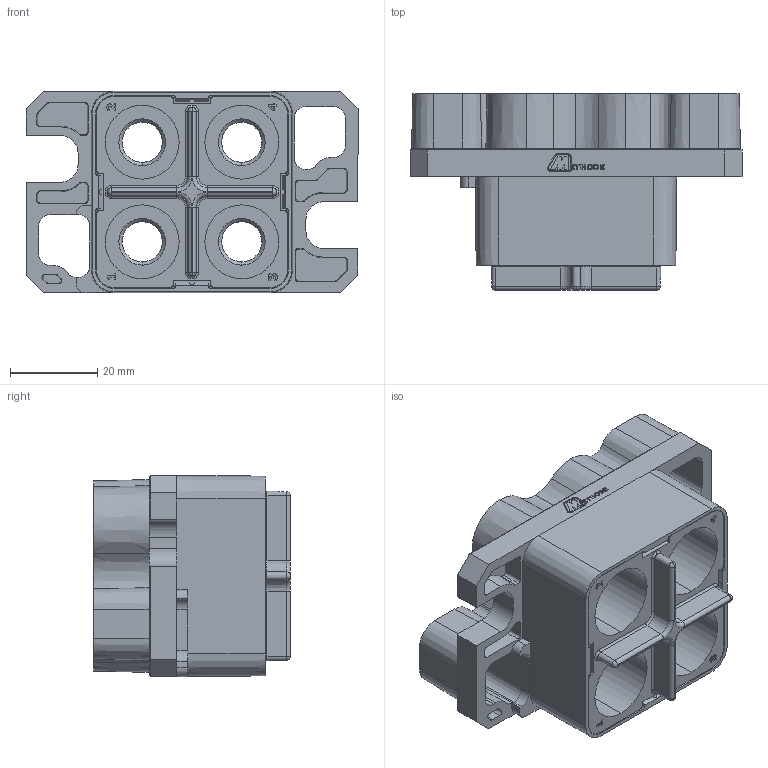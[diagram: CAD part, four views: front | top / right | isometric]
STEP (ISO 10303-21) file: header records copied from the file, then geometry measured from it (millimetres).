
FILE_DESCRIPTION (( 'STEP AP203' ), '1' );
FILE_NAME ('6316-07080-01100-RM_COPY.STEP', '2019-07-25T14:57:07', ( '' ), ( '' ), 'SwSTEP 2.0', 'SolidWorks 2018', '' );
FILE_SCHEMA (( 'CONFIG_CONTROL_DESIGN' ));
Length unit declared in the file: millimetre
Products named in the file (3): 6212-07068-02500-RM_COPY_Insulator; 6316-07080-01100-RM_COPY; 6212-07070-02500-RM_COPY_Insulator Insert
Assembly tree (2 placements, depth 2):
  6316-07080-01100-RM_COPY
    6212-07068-02500-RM_COPY_Insulator
    6212-07070-02500-RM_COPY_Insulator Insert
Bounding box: 76.2 x 45.13 x 46.2 mm (x, y, z)
Volume: 42099.8 mm3; surface area: 36537.9 mm2
Topology: 2 solids, 2 shells, 842 faces, 2282 edges, 1485 vertices
Faces by surface type: plane 416, cone 167, bspline 123, cylinder 109, torus 27
Entity records: 32012 total; most frequent: CARTESIAN_POINT 11047, ORIENTED_EDGE 4564, DIRECTION 3921, EDGE_CURVE 2282, VERTEX_POINT 1485, VECTOR 1451, LINE 1451, AXIS2_PLACEMENT_3D 1235
